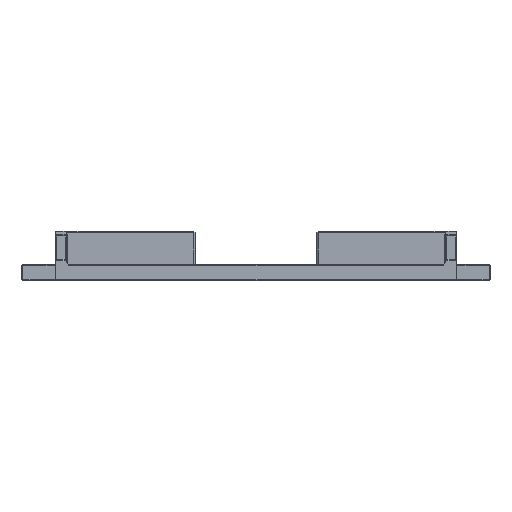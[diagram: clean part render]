
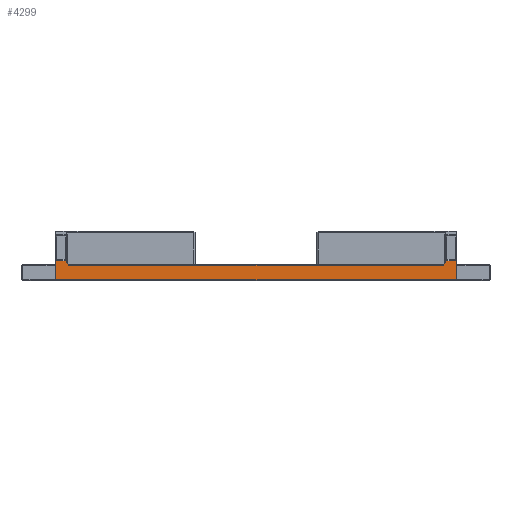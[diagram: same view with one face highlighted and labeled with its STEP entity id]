
A CAD part, left-side view. The second image highlights one B-rep face of the part: STEP entity #4299.
In plain terms, the highlighted planar face has unit normal (-1, 0, 0).
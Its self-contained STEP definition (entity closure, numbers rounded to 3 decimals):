
#205=PLANE('',#4555);
#453=FACE_OUTER_BOUND('',#702,.T.);
#702=EDGE_LOOP('',(#3811,#3812,#3813,#3814,#3815,#3816,#3817,#3818,#3819,
#3820,#3821,#3822,#3823,#3824));
#941=LINE('',#6370,#1516);
#1020=LINE('',#6620,#1595);
#1070=LINE('',#6729,#1645);
#1074=LINE('',#6736,#1649);
#1077=LINE('',#6742,#1652);
#1224=LINE('',#7057,#1799);
#1226=LINE('',#7060,#1801);
#1227=LINE('',#7063,#1802);
#1228=LINE('',#7064,#1803);
#1229=LINE('',#7066,#1804);
#1230=LINE('',#7068,#1805);
#1231=LINE('',#7070,#1806);
#1232=LINE('',#7072,#1807);
#1233=LINE('',#7073,#1808);
#1516=VECTOR('',#4946,10.);
#1595=VECTOR('',#5065,10.);
#1645=VECTOR('',#5131,10.);
#1649=VECTOR('',#5137,10.);
#1652=VECTOR('',#5142,10.);
#1799=VECTOR('',#5443,10.);
#1801=VECTOR('',#5447,10.);
#1802=VECTOR('',#5450,10.);
#1803=VECTOR('',#5451,10.);
#1804=VECTOR('',#5452,10.);
#1805=VECTOR('',#5453,10.);
#1806=VECTOR('',#5454,10.);
#1807=VECTOR('',#5455,10.);
#1808=VECTOR('',#5456,10.);
#2062=VERTEX_POINT('',#6367);
#2063=VERTEX_POINT('',#6369);
#2128=VERTEX_POINT('',#6618);
#2164=VERTEX_POINT('',#6726);
#2165=VERTEX_POINT('',#6728);
#2166=VERTEX_POINT('',#6733);
#2169=VERTEX_POINT('',#6740);
#2239=VERTEX_POINT('',#7054);
#2240=VERTEX_POINT('',#7056);
#2241=VERTEX_POINT('',#7062);
#2242=VERTEX_POINT('',#7065);
#2243=VERTEX_POINT('',#7067);
#2244=VERTEX_POINT('',#7069);
#2245=VERTEX_POINT('',#7071);
#2491=EDGE_CURVE('',#2063,#2062,#941,.T.);
#2577=EDGE_CURVE('',#2128,#2062,#1020,.T.);
#2629=EDGE_CURVE('',#2164,#2165,#1070,.T.);
#2633=EDGE_CURVE('',#2164,#2166,#1074,.T.);
#2636=EDGE_CURVE('',#2169,#2166,#1077,.T.);
#2786=EDGE_CURVE('',#2239,#2240,#1224,.T.);
#2788=EDGE_CURVE('',#2165,#2128,#1226,.T.);
#2789=EDGE_CURVE('',#2169,#2241,#1227,.T.);
#2790=EDGE_CURVE('',#2240,#2241,#1228,.T.);
#2791=EDGE_CURVE('',#2239,#2242,#1229,.T.);
#2792=EDGE_CURVE('',#2243,#2242,#1230,.T.);
#2793=EDGE_CURVE('',#2243,#2244,#1231,.T.);
#2794=EDGE_CURVE('',#2245,#2244,#1232,.T.);
#2795=EDGE_CURVE('',#2245,#2063,#1233,.T.);
#3811=ORIENTED_EDGE('',*,*,#2577,.F.);
#3812=ORIENTED_EDGE('',*,*,#2788,.F.);
#3813=ORIENTED_EDGE('',*,*,#2629,.F.);
#3814=ORIENTED_EDGE('',*,*,#2633,.T.);
#3815=ORIENTED_EDGE('',*,*,#2636,.F.);
#3816=ORIENTED_EDGE('',*,*,#2789,.T.);
#3817=ORIENTED_EDGE('',*,*,#2790,.F.);
#3818=ORIENTED_EDGE('',*,*,#2786,.F.);
#3819=ORIENTED_EDGE('',*,*,#2791,.T.);
#3820=ORIENTED_EDGE('',*,*,#2792,.F.);
#3821=ORIENTED_EDGE('',*,*,#2793,.T.);
#3822=ORIENTED_EDGE('',*,*,#2794,.F.);
#3823=ORIENTED_EDGE('',*,*,#2795,.T.);
#3824=ORIENTED_EDGE('',*,*,#2491,.T.);
#4299=ADVANCED_FACE('',(#453),#205,.T.);
#4555=AXIS2_PLACEMENT_3D('',#7061,#5448,#5449);
#4946=DIRECTION('',(0.,0.,-1.));
#5065=DIRECTION('',(0.,1.,0.));
#5131=DIRECTION('',(0.,-0.707,-0.707));
#5137=DIRECTION('',(0.,1.,0.));
#5142=DIRECTION('',(0.,-0.707,0.707));
#5443=DIRECTION('',(0.,-1.,0.));
#5447=DIRECTION('',(0.,0.,-1.));
#5448=DIRECTION('center_axis',(-1.,0.,0.));
#5449=DIRECTION('ref_axis',(0.,1.,0.));
#5450=DIRECTION('',(0.,0.,-1.));
#5451=DIRECTION('',(0.,-0.707,0.707));
#5452=DIRECTION('',(0.,0.707,0.707));
#5453=DIRECTION('',(0.,0.,-1.));
#5454=DIRECTION('',(0.,0.707,0.707));
#5455=DIRECTION('',(0.,-1.,0.));
#5456=DIRECTION('',(0.,0.707,-0.707));
#6367=CARTESIAN_POINT('',(-50.,61.564,154.75));
#6369=CARTESIAN_POINT('',(-50.,61.564,160.3));
#6370=CARTESIAN_POINT('',(-50.,61.564,159.5));
#6618=CARTESIAN_POINT('',(-50.,-59.479,154.75));
#6620=CARTESIAN_POINT('',(-50.,-29.343,154.75));
#6726=CARTESIAN_POINT('',(-50.,-59.279,160.5));
#6728=CARTESIAN_POINT('',(-50.,-59.479,160.3));
#6729=CARTESIAN_POINT('',(-50.,-59.754,160.025));
#6733=CARTESIAN_POINT('',(-50.,-56.679,160.5));
#6736=CARTESIAN_POINT('',(-50.,-57.979,160.5));
#6740=CARTESIAN_POINT('',(-50.,-56.229,160.05));
#6742=CARTESIAN_POINT('',(-50.,-57.079,160.9));
#7054=CARTESIAN_POINT('',(-50.,57.614,159.25));
#7056=CARTESIAN_POINT('',(-50.,-55.529,159.25));
#7057=CARTESIAN_POINT('',(-50.,-29.343,159.25));
#7060=CARTESIAN_POINT('',(-50.,-59.479,159.5));
#7061=CARTESIAN_POINT('Origin',(-50.,-59.729,159.5));
#7062=CARTESIAN_POINT('',(-50.,-56.229,159.95));
#7063=CARTESIAN_POINT('',(-50.,-56.229,159.5));
#7064=CARTESIAN_POINT('',(-50.,-56.879,160.6));
#7065=CARTESIAN_POINT('',(-50.,58.314,159.95));
#7066=CARTESIAN_POINT('',(-50.,58.964,160.6));
#7067=CARTESIAN_POINT('',(-50.,58.314,160.05));
#7068=CARTESIAN_POINT('',(-50.,58.314,159.5));
#7069=CARTESIAN_POINT('',(-50.,58.764,160.5));
#7070=CARTESIAN_POINT('',(-50.,59.164,160.9));
#7071=CARTESIAN_POINT('',(-50.,61.364,160.5));
#7072=CARTESIAN_POINT('',(-50.,60.064,160.5));
#7073=CARTESIAN_POINT('',(-50.,61.839,160.025));
